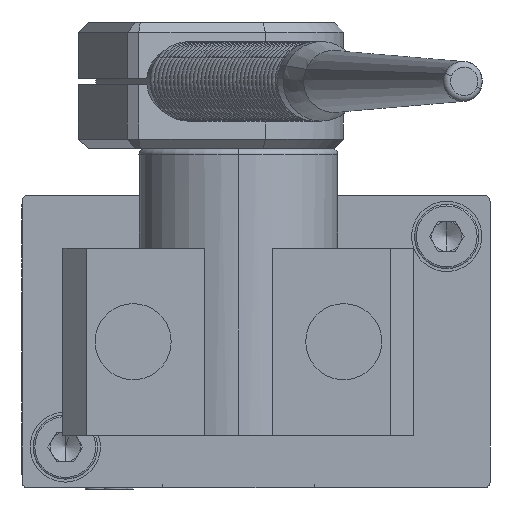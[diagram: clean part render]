
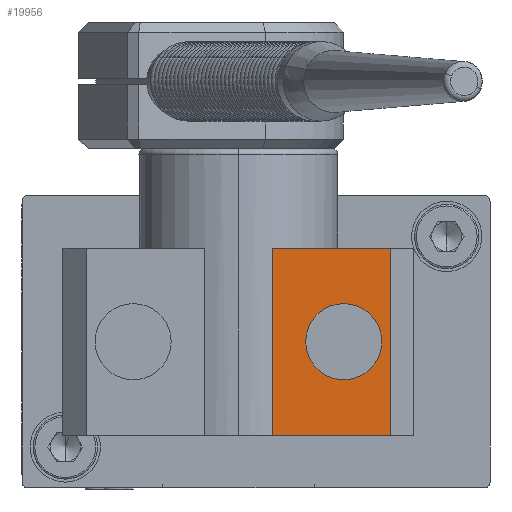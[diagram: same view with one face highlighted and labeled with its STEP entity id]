
A CAD part, left-side view. The second image highlights one B-rep face of the part: STEP entity #19956.
In plain terms, the highlighted planar face has unit normal (-1, 0, 0).
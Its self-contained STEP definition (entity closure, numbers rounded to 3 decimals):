
#547 = DIRECTION ( 'NONE',  ( 1., 0., 0. ) ) ;
#571 = VERTEX_POINT ( 'NONE', #13564 ) ;
#879 = AXIS2_PLACEMENT_3D ( 'NONE', #5215, #547, #11558 ) ;
#930 = CARTESIAN_POINT ( 'NONE',  ( -49.3, 8.5, 20.5 ) ) ;
#935 = EDGE_CURVE ( 'NONE', #1184, #18651, #16027, .T. ) ;
#1184 = VERTEX_POINT ( 'NONE', #2526 ) ;
#1657 = DIRECTION ( 'NONE',  ( 0., 0., 1. ) ) ;
#1871 = DIRECTION ( 'NONE',  ( 0., -1., 0. ) ) ;
#2415 = CARTESIAN_POINT ( 'NONE',  ( -49.3, 18.628, 20.5 ) ) ;
#2526 = CARTESIAN_POINT ( 'NONE',  ( -49.3, 9.25, 12.5 ) ) ;
#2758 = DIRECTION ( 'NONE',  ( 0., 0., 1. ) ) ;
#2951 = VECTOR ( 'NONE', #2758, 1000. ) ;
#4173 = CARTESIAN_POINT ( 'NONE',  ( -49.3, 12.5, 12.5 ) ) ;
#4589 = VERTEX_POINT ( 'NONE', #16813 ) ;
#4748 = VECTOR ( 'NONE', #9878, 1000. ) ;
#5095 = EDGE_CURVE ( 'NONE', #4589, #17523, #8288, .T. ) ;
#5215 = CARTESIAN_POINT ( 'NONE',  ( -49.3, 12.5, 12.5 ) ) ;
#5387 = DIRECTION ( 'NONE',  ( -1., 0., 0. ) ) ;
#6106 = LINE ( 'NONE', #13884, #19272 ) ;
#6218 = EDGE_LOOP ( 'NONE', ( #12652, #8156 ) ) ;
#8156 = ORIENTED_EDGE ( 'NONE', *, *, #17765, .T. ) ;
#8235 = ORIENTED_EDGE ( 'NONE', *, *, #18865, .F. ) ;
#8288 = LINE ( 'NONE', #12098, #2951 ) ;
#8432 = CARTESIAN_POINT ( 'NONE',  ( -49.3, 13.564, 4.5 ) ) ;
#8589 = PLANE ( 'NONE',  #13440 ) ;
#9222 = ORIENTED_EDGE ( 'NONE', *, *, #16815, .T. ) ;
#9331 = CIRCLE ( 'NONE', #879, 3.25 ) ;
#9617 = VECTOR ( 'NONE', #1657, 1000. ) ;
#9878 = DIRECTION ( 'NONE',  ( 0., -1., 0. ) ) ;
#10850 = LINE ( 'NONE', #8432, #4748 ) ;
#11086 = LINE ( 'NONE', #15707, #9617 ) ;
#11558 = DIRECTION ( 'NONE',  ( 0., -1., 0. ) ) ;
#12098 = CARTESIAN_POINT ( 'NONE',  ( -49.3, 18.628, 16.5 ) ) ;
#12118 = AXIS2_PLACEMENT_3D ( 'NONE', #4173, #19904, #1871 ) ;
#12652 = ORIENTED_EDGE ( 'NONE', *, *, #935, .T. ) ;
#13153 = ORIENTED_EDGE ( 'NONE', *, *, #5095, .F. ) ;
#13413 = CARTESIAN_POINT ( 'NONE',  ( -49.3, 8.5, 4.5 ) ) ;
#13440 = AXIS2_PLACEMENT_3D ( 'NONE', #930, #5387, #19430 ) ;
#13464 = ORIENTED_EDGE ( 'NONE', *, *, #17076, .T. ) ;
#13564 = CARTESIAN_POINT ( 'NONE',  ( -49.3, 8.5, 20.5 ) ) ;
#13884 = CARTESIAN_POINT ( 'NONE',  ( -49.3, 21.5, 20.5 ) ) ;
#15674 = EDGE_LOOP ( 'NONE', ( #13464, #8235, #13153, #9222 ) ) ;
#15707 = CARTESIAN_POINT ( 'NONE',  ( -49.3, 8.5, 12.5 ) ) ;
#16027 = CIRCLE ( 'NONE', #12118, 3.25 ) ;
#16813 = CARTESIAN_POINT ( 'NONE',  ( -49.3, 18.628, 4.5 ) ) ;
#16815 = EDGE_CURVE ( 'NONE', #4589, #19758, #10850, .T. ) ;
#17076 = EDGE_CURVE ( 'NONE', #19758, #571, #11086, .T. ) ;
#17523 = VERTEX_POINT ( 'NONE', #2415 ) ;
#17765 = EDGE_CURVE ( 'NONE', #18651, #1184, #9331, .T. ) ;
#17804 = CARTESIAN_POINT ( 'NONE',  ( -49.3, 15.75, 12.5 ) ) ;
#18409 = FACE_BOUND ( 'NONE', #6218, .T. ) ;
#18651 = VERTEX_POINT ( 'NONE', #17804 ) ;
#18865 = EDGE_CURVE ( 'NONE', #17523, #571, #6106, .T. ) ;
#19272 = VECTOR ( 'NONE', #20184, 1000. ) ;
#19342 = FACE_OUTER_BOUND ( 'NONE', #15674, .T. ) ;
#19430 = DIRECTION ( 'NONE',  ( 0., 1., 0. ) ) ;
#19758 = VERTEX_POINT ( 'NONE', #13413 ) ;
#19904 = DIRECTION ( 'NONE',  ( 1., 0., 0. ) ) ;
#19956 = ADVANCED_FACE ( 'NONE', ( #18409, #19342 ), #8589, .T. ) ;
#20184 = DIRECTION ( 'NONE',  ( 0., -1., 0. ) ) ;
